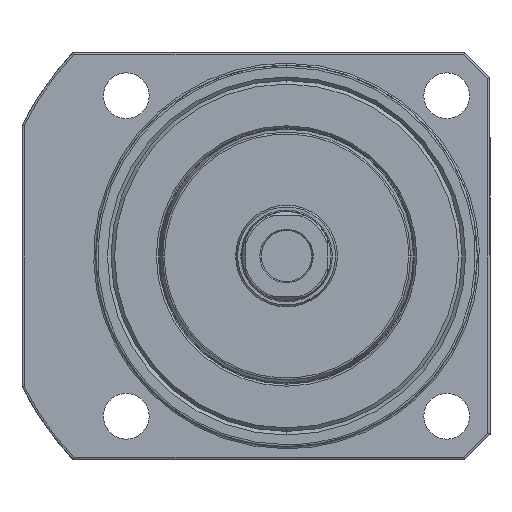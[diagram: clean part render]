
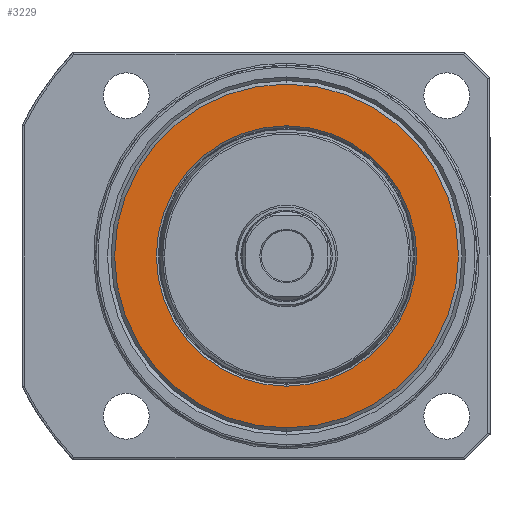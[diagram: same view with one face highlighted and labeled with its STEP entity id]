
A CAD part, front view. The second image highlights one B-rep face of the part: STEP entity #3229.
In plain terms, the highlighted face is planar.
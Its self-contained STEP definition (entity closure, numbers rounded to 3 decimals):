
#240 = CIRCLE ( 'NONE', #7971, 33.8 ) ;
#244 = CIRCLE ( 'NONE', #7967, 25.6 ) ;
#271 = CIRCLE ( 'NONE', #7954, 33.8 ) ;
#512 = CIRCLE ( 'NONE', #7874, 25.6 ) ;
#841 = FACE_BOUND ( 'NONE', #6218, .T. ) ;
#844 = FACE_OUTER_BOUND ( 'NONE', #6230, .T. ) ;
#2249 = CARTESIAN_POINT ( 'NONE',  ( 71., 0., 0. ) ) ;
#2251 = DIRECTION ( 'NONE',  ( -1., 0., 0. ) ) ;
#2252 = DIRECTION ( 'NONE',  ( 0., 0., 1. ) ) ;
#3229 = ADVANCED_FACE ( 'NONE', ( #844, #841 ), #4594, .T. ) ;
#3581 = DIRECTION ( 'NONE',  ( 0., 0., -1. ) ) ;
#3595 = CARTESIAN_POINT ( 'NONE',  ( 71., 0., 0. ) ) ;
#3601 = DIRECTION ( 'NONE',  ( -1., 0., 0. ) ) ;
#3622 = DIRECTION ( 'NONE',  ( 0., 0., 1. ) ) ;
#3623 = DIRECTION ( 'NONE',  ( -1., 0., 0. ) ) ;
#3624 = CARTESIAN_POINT ( 'NONE',  ( 71., 0., 0. ) ) ;
#4085 = EDGE_CURVE ( 'NONE', #5047, #5038, #512, .T. ) ;
#4297 = EDGE_CURVE ( 'NONE', #4790, #4793, #271, .T. ) ;
#4317 = EDGE_CURVE ( 'NONE', #5038, #5047, #244, .T. ) ;
#4321 = EDGE_CURVE ( 'NONE', #4793, #4790, #240, .T. ) ;
#4486 = AXIS2_PLACEMENT_3D ( 'NONE', #4600, #4592, #4591 ) ;
#4591 = DIRECTION ( 'NONE',  ( 0., 0., -1. ) ) ;
#4592 = DIRECTION ( 'NONE',  ( 1., 0., 0. ) ) ;
#4594 = PLANE ( 'NONE',  #4486 ) ;
#4600 = CARTESIAN_POINT ( 'NONE',  ( 71., 0., 0. ) ) ;
#4790 = VERTEX_POINT ( 'NONE', #7399 ) ;
#4793 = VERTEX_POINT ( 'NONE', #7402 ) ;
#5038 = VERTEX_POINT ( 'NONE', #7512 ) ;
#5047 = VERTEX_POINT ( 'NONE', #7520 ) ;
#5602 = DIRECTION ( 'NONE',  ( 0., 0., -1. ) ) ;
#5604 = DIRECTION ( 'NONE',  ( -1., 0., 0. ) ) ;
#5605 = CARTESIAN_POINT ( 'NONE',  ( 71., 0., 0. ) ) ;
#6218 = EDGE_LOOP ( 'NONE', ( #6666, #6530 ) ) ;
#6230 = EDGE_LOOP ( 'NONE', ( #6500, #6660 ) ) ;
#6500 = ORIENTED_EDGE ( 'NONE', *, *, #4297, .F. ) ;
#6530 = ORIENTED_EDGE ( 'NONE', *, *, #4317, .T. ) ;
#6660 = ORIENTED_EDGE ( 'NONE', *, *, #4321, .F. ) ;
#6666 = ORIENTED_EDGE ( 'NONE', *, *, #4085, .T. ) ;
#7399 = CARTESIAN_POINT ( 'NONE',  ( 71., 0., 33.8 ) ) ;
#7402 = CARTESIAN_POINT ( 'NONE',  ( 71., 0., -33.8 ) ) ;
#7512 = CARTESIAN_POINT ( 'NONE',  ( 71., 0., 25.6 ) ) ;
#7520 = CARTESIAN_POINT ( 'NONE',  ( 71., 0., -25.6 ) ) ;
#7874 = AXIS2_PLACEMENT_3D ( 'NONE', #5605, #5604, #5602 ) ;
#7954 = AXIS2_PLACEMENT_3D ( 'NONE', #2249, #2251, #2252 ) ;
#7967 = AXIS2_PLACEMENT_3D ( 'NONE', #3595, #3601, #3581 ) ;
#7971 = AXIS2_PLACEMENT_3D ( 'NONE', #3624, #3623, #3622 ) ;
